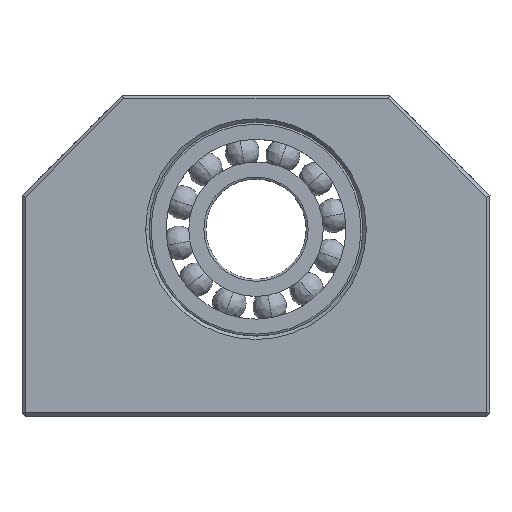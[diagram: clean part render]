
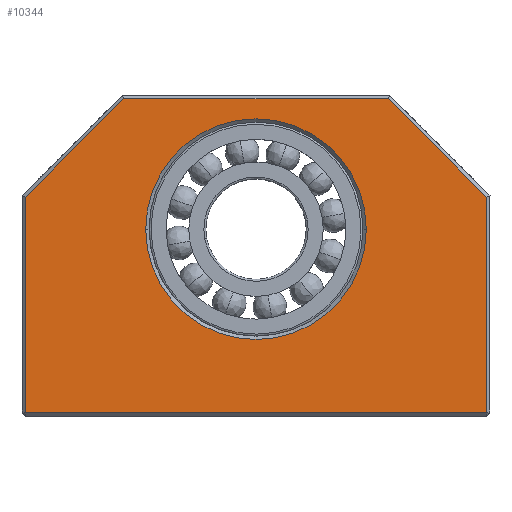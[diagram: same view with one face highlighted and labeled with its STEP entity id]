
A CAD part, top view. The second image highlights one B-rep face of the part: STEP entity #10344.
In plain terms, the highlighted planar face has unit normal (0, 0, 1).
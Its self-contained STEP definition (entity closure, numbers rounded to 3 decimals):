
#165 = CARTESIAN_POINT ( 'NONE',  ( 34.5, 32.793, 20. ) ) ;
#342 = DIRECTION ( 'NONE',  ( -1., 0., 0. ) ) ;
#653 = ORIENTED_EDGE ( 'NONE', *, *, #4579, .T. ) ;
#1033 = CARTESIAN_POINT ( 'NONE',  ( 0., 0.5, 20. ) ) ;
#1147 = CARTESIAN_POINT ( 'NONE',  ( 19.793, 47.5, 20. ) ) ;
#1195 = DIRECTION ( 'NONE',  ( 0., -1., 0. ) ) ;
#1343 = CARTESIAN_POINT ( 'NONE',  ( 34.5, 32.793, 20. ) ) ;
#1403 = VECTOR ( 'NONE', #342, 1000. ) ;
#1736 = CARTESIAN_POINT ( 'NONE',  ( 0., 47.5, 20. ) ) ;
#1810 = ORIENTED_EDGE ( 'NONE', *, *, #2383, .T. ) ;
#1850 = EDGE_CURVE ( 'NONE', #10485, #13487, #8367, .T. ) ;
#2146 = AXIS2_PLACEMENT_3D ( 'NONE', #9878, #8468, #7074 ) ;
#2192 = FACE_OUTER_BOUND ( 'NONE', #3471, .T. ) ;
#2222 = FACE_BOUND ( 'NONE', #13124, .T. ) ;
#2383 = EDGE_CURVE ( 'NONE', #7596, #11149, #7594, .T. ) ;
#2436 = LINE ( 'NONE', #1033, #7193 ) ;
#2589 = CARTESIAN_POINT ( 'NONE',  ( -34.5, 24., 20. ) ) ;
#2946 = ORIENTED_EDGE ( 'NONE', *, *, #6292, .T. ) ;
#3149 = LINE ( 'NONE', #1736, #1403 ) ;
#3237 = CARTESIAN_POINT ( 'NONE',  ( 34.5, 0.5, 20. ) ) ;
#3246 = CARTESIAN_POINT ( 'NONE',  ( -34.5, 32.793, 20. ) ) ;
#3439 = DIRECTION ( 'NONE',  ( -0.707, -0.707, 0. ) ) ;
#3471 = EDGE_LOOP ( 'NONE', ( #653, #6719, #2946, #7026, #7047, #1810 ) ) ;
#4331 = CARTESIAN_POINT ( 'NONE',  ( -19.793, 47.5, 20. ) ) ;
#4579 = EDGE_CURVE ( 'NONE', #11149, #5015, #6992, .T. ) ;
#4770 = DIRECTION ( 'NONE',  ( 0., 1., 0. ) ) ;
#4843 = CARTESIAN_POINT ( 'NONE',  ( -19.793, 47.5, 20. ) ) ;
#5015 = VERTEX_POINT ( 'NONE', #1147 ) ;
#5380 = DIRECTION ( 'NONE',  ( 1., 0., 0. ) ) ;
#6200 = CARTESIAN_POINT ( 'NONE',  ( 34.5, 24., 20. ) ) ;
#6236 = AXIS2_PLACEMENT_3D ( 'NONE', #11010, #6802, #5380 ) ;
#6268 = LINE ( 'NONE', #4843, #8241 ) ;
#6292 = EDGE_CURVE ( 'NONE', #6470, #9526, #6268, .T. ) ;
#6470 = VERTEX_POINT ( 'NONE', #4331 ) ;
#6558 = EDGE_CURVE ( 'NONE', #9526, #8312, #8242, .T. ) ;
#6719 = ORIENTED_EDGE ( 'NONE', *, *, #10810, .T. ) ;
#6802 = DIRECTION ( 'NONE',  ( 0., 0., 1. ) ) ;
#6992 = LINE ( 'NONE', #1343, #12714 ) ;
#7026 = ORIENTED_EDGE ( 'NONE', *, *, #6558, .T. ) ;
#7047 = ORIENTED_EDGE ( 'NONE', *, *, #7052, .T. ) ;
#7052 = EDGE_CURVE ( 'NONE', #8312, #7596, #2436, .T. ) ;
#7074 = DIRECTION ( 'NONE',  ( 1., 0., 0. ) ) ;
#7193 = VECTOR ( 'NONE', #13392, 1000. ) ;
#7594 = LINE ( 'NONE', #6200, #12517 ) ;
#7596 = VERTEX_POINT ( 'NONE', #3237 ) ;
#7711 = EDGE_CURVE ( 'NONE', #13487, #10485, #8013, .T. ) ;
#7869 = VECTOR ( 'NONE', #1195, 1000. ) ;
#8013 = CIRCLE ( 'NONE', #6236, 16.5 ) ;
#8241 = VECTOR ( 'NONE', #3439, 1000. ) ;
#8242 = LINE ( 'NONE', #2589, #7869 ) ;
#8312 = VERTEX_POINT ( 'NONE', #9081 ) ;
#8367 = CIRCLE ( 'NONE', #12611, 16.5 ) ;
#8437 = DIRECTION ( 'NONE',  ( 1., 0., 0. ) ) ;
#8468 = DIRECTION ( 'NONE',  ( 0., 0., 1. ) ) ;
#9081 = CARTESIAN_POINT ( 'NONE',  ( -34.5, 0.5, 20. ) ) ;
#9526 = VERTEX_POINT ( 'NONE', #3246 ) ;
#9843 = DIRECTION ( 'NONE',  ( 0., 0., 1. ) ) ;
#9878 = CARTESIAN_POINT ( 'NONE',  ( -34.5, 0.5, 20. ) ) ;
#10344 = ADVANCED_FACE ( 'NONE', ( #2222, #2192 ), #12701, .T. ) ;
#10485 = VERTEX_POINT ( 'NONE', #11686 ) ;
#10810 = EDGE_CURVE ( 'NONE', #5015, #6470, #3149, .T. ) ;
#11010 = CARTESIAN_POINT ( 'NONE',  ( 0., 28., 20. ) ) ;
#11060 = CARTESIAN_POINT ( 'NONE',  ( -16.5, 28., 20. ) ) ;
#11149 = VERTEX_POINT ( 'NONE', #165 ) ;
#11238 = CARTESIAN_POINT ( 'NONE',  ( 0., 28., 20. ) ) ;
#11480 = ORIENTED_EDGE ( 'NONE', *, *, #1850, .F. ) ;
#11686 = CARTESIAN_POINT ( 'NONE',  ( 16.5, 28., 20. ) ) ;
#12517 = VECTOR ( 'NONE', #4770, 1000. ) ;
#12611 = AXIS2_PLACEMENT_3D ( 'NONE', #11238, #9843, #8437 ) ;
#12701 = PLANE ( 'NONE',  #2146 ) ;
#12714 = VECTOR ( 'NONE', #13714, 1000. ) ;
#13124 = EDGE_LOOP ( 'NONE', ( #11480, #13467 ) ) ;
#13392 = DIRECTION ( 'NONE',  ( 1., 0., 0. ) ) ;
#13467 = ORIENTED_EDGE ( 'NONE', *, *, #7711, .F. ) ;
#13487 = VERTEX_POINT ( 'NONE', #11060 ) ;
#13714 = DIRECTION ( 'NONE',  ( -0.707, 0.707, 0. ) ) ;
